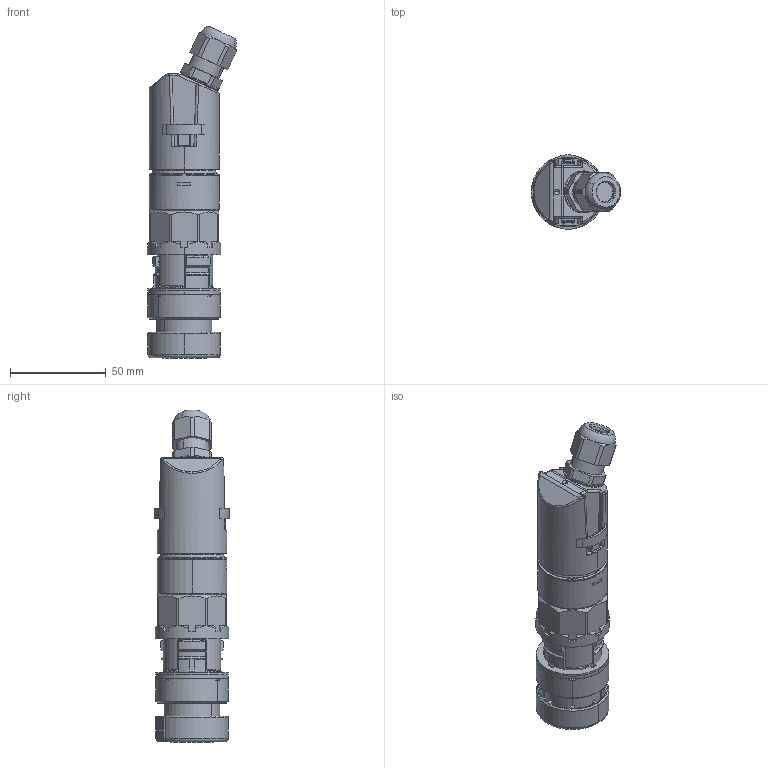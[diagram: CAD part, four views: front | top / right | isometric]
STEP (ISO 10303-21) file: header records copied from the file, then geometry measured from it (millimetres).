
FILE_DESCRIPTION (( 'STEP AP203' ), '1' );
FILE_NAME ('8003-1_1-003.STEP', '2014-02-28T11:00:58', ( 'Admin' ), ( 'R. STAHL AG' ), 'SwSTEP 2.0', 'SolidWorks 2013', '' );
FILE_SCHEMA (( 'CONFIG_CONTROL_DESIGN' ));
Length unit declared in the file: millimetre
Products named in the file (32): 80_139_01_54_0_lang; 8003-1_1-003; 86_020_03_07_0_Schwarz; 86_029_01_94_0; 80_139_02_57_0; 81_610_76_01_0_Stutzen_Vereinfacht; 86_029_18_15_0_Schwarz; Zugfeder_Wago_22091999mon.prt; 80_039_02_51_0; 81_610_76_01_0_Dichtung; 86_029_01_15_0_86 029 01 15 0; 80_139_01_94_0_gesteckt; 81_610_76_01_0_Hutmutter_Vereinfacht; 505_711_0; Klemmenblock; 80_139_01_66_0_ohne Dichtung; Anschlussgewindedichtung_M16; 505_726_0; 80_130_01_62_0; 80_139_01_66_0_Dichtung_angepasst; Staubschutzkappe_M16; 86_029_23_55_0_Drucktaster; 86_029_14_80_0; 80_139_01_66_0; 81_610_76_01_0_Vereinfacht; 86_029_07_95_0; 86_029_06_24_0_schwarz; 80_139_02_51_0; 80_139_01_14_0; 86_029_30_85_6-Pfeil_86_029_32_85_6 sw; 86_029_11_95_0
Assembly tree (35 placements, depth 4):
  8003-1_1-003
    80_039_02_51_0
      80_039_02_51_0
    80_139_01_66_0
      80_139_01_66_0_ohne Dichtung
      80_139_01_66_0_Dichtung_angepasst
    80_139_02_51_0
    80_130_01_62_0  x4
      80_139_01_54_0_lang
      Klemmenblock
        80_139_02_57_0
        Zugfeder_Wago_22091999mon.prt  x2
        80_139_01_94_0_gesteckt
    86_020_03_07_0_Schwarz
      86_029_14_80_0
      86_029_06_24_0_schwarz
      86_029_11_95_0
      86_029_01_94_0
      86_029_18_15_0_Schwarz
      86_029_01_15_0_86 029 01 15 0
      505_711_0
      505_726_0
      86_029_23_55_0_Drucktaster
      86_029_07_95_0
      86_029_30_85_6-Pfeil_86_029_32_85_6 sw
    81_610_76_01_0_Vereinfacht
      81_610_76_01_0_Stutzen_Vereinfacht
      81_610_76_01_0_Dichtung
      81_610_76_01_0_Hutmutter_Vereinfacht
      Anschlussgewindedichtung_M16
      Staubschutzkappe_M16
    80_139_01_14_0
Bounding box: 46.73 x 38.96 x 173.68 mm (x, y, z)
Volume: 76984.8 mm3; surface area: 107307.8 mm2
Topology: 41 solids, 41 shells, 6299 faces, 17090 edges, 10997 vertices
Faces by surface type: plane 3266, cylinder 1394, bspline 974, cone 323, torus 288, sphere 54
Entity records: 182246 total; most frequent: CARTESIAN_POINT 69656, ORIENTED_EDGE 24370, DIRECTION 20578, EDGE_CURVE 12185, VERTEX_POINT 7873, AXIS2_PLACEMENT_3D 6878, VECTOR 6822, LINE 6822
